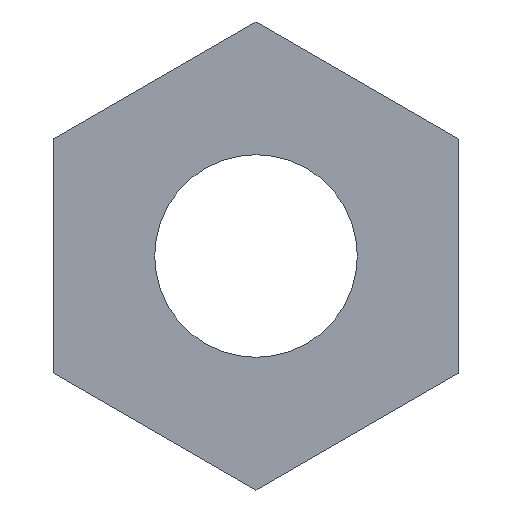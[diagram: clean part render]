
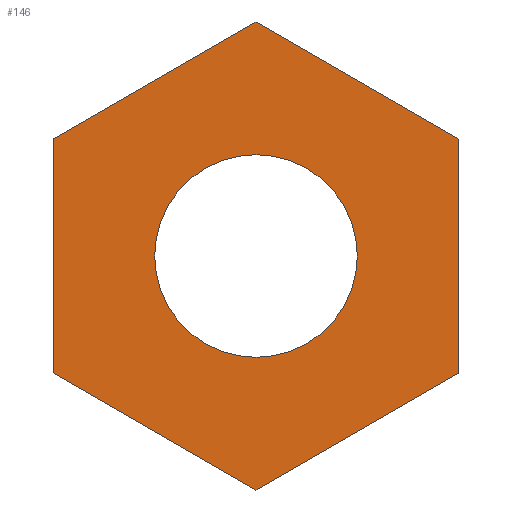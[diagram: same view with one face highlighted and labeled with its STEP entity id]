
A CAD part, left-side view. The second image highlights one B-rep face of the part: STEP entity #146.
In plain terms, the highlighted planar face has unit normal (-1, 0, 0).
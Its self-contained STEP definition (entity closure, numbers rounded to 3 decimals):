
#13 = CARTESIAN_POINT ( 'NONE',  ( 0., 0., -5.774 ) ) ;
#15 = VERTEX_POINT ( 'NONE', #213 ) ;
#21 = VERTEX_POINT ( 'NONE', #181 ) ;
#25 = EDGE_CURVE ( 'NONE', #70, #21, #96, .T. ) ;
#31 = AXIS2_PLACEMENT_3D ( 'NONE', #65, #298, #36 ) ;
#32 = ORIENTED_EDGE ( 'NONE', *, *, #25, .F. ) ;
#34 = ORIENTED_EDGE ( 'NONE', *, *, #360, .F. ) ;
#35 = EDGE_CURVE ( 'NONE', #15, #53, #237, .T. ) ;
#36 = DIRECTION ( 'NONE',  ( 0., 0., -1. ) ) ;
#38 = CARTESIAN_POINT ( 'NONE',  ( 0., 0., 0. ) ) ;
#44 = DIRECTION ( 'NONE',  ( 0., 0.866, 0.5 ) ) ;
#47 = LINE ( 'NONE', #13, #351 ) ;
#48 = CARTESIAN_POINT ( 'NONE',  ( 0., 0., 0. ) ) ;
#51 = CARTESIAN_POINT ( 'NONE',  ( 0., 0., 5.774 ) ) ;
#53 = VERTEX_POINT ( 'NONE', #352 ) ;
#62 = VECTOR ( 'NONE', #89, 1000. ) ;
#65 = CARTESIAN_POINT ( 'NONE',  ( 0., 0., 0. ) ) ;
#70 = VERTEX_POINT ( 'NONE', #241 ) ;
#72 = VERTEX_POINT ( 'NONE', #296 ) ;
#73 = LINE ( 'NONE', #313, #325 ) ;
#75 = DIRECTION ( 'NONE',  ( 1., 0., 0. ) ) ;
#77 = ORIENTED_EDGE ( 'NONE', *, *, #327, .T. ) ;
#82 = LINE ( 'NONE', #228, #231 ) ;
#89 = DIRECTION ( 'NONE',  ( 0., 0., -1. ) ) ;
#90 = AXIS2_PLACEMENT_3D ( 'NONE', #48, #257, #372 ) ;
#91 = CARTESIAN_POINT ( 'NONE',  ( 0., -5., 2.887 ) ) ;
#96 = LINE ( 'NONE', #91, #62 ) ;
#105 = CARTESIAN_POINT ( 'NONE',  ( 0., 5., 2.887 ) ) ;
#107 = ORIENTED_EDGE ( 'NONE', *, *, #277, .F. ) ;
#113 = CIRCLE ( 'NONE', #90, 2.5 ) ;
#125 = EDGE_CURVE ( 'NONE', #317, #206, #47, .T. ) ;
#146 = ADVANCED_FACE ( 'NONE', ( #374, #155 ), #279, .F. ) ;
#153 = AXIS2_PLACEMENT_3D ( 'NONE', #38, #75, #304 ) ;
#154 = ORIENTED_EDGE ( 'NONE', *, *, #125, .F. ) ;
#155 = FACE_BOUND ( 'NONE', #186, .T. ) ;
#159 = EDGE_CURVE ( 'NONE', #337, #72, #240, .T. ) ;
#166 = CARTESIAN_POINT ( 'NONE',  ( 0., 0., -5.774 ) ) ;
#177 = LINE ( 'NONE', #51, #194 ) ;
#181 = CARTESIAN_POINT ( 'NONE',  ( 0., -5., -2.887 ) ) ;
#185 = ORIENTED_EDGE ( 'NONE', *, *, #320, .F. ) ;
#186 = EDGE_LOOP ( 'NONE', ( #242, #77 ) ) ;
#194 = VECTOR ( 'NONE', #367, 1000. ) ;
#206 = VERTEX_POINT ( 'NONE', #224 ) ;
#213 = CARTESIAN_POINT ( 'NONE',  ( 0., 0., 2.5 ) ) ;
#224 = CARTESIAN_POINT ( 'NONE',  ( 0., 5., -2.887 ) ) ;
#228 = CARTESIAN_POINT ( 'NONE',  ( 0., 5., -2.887 ) ) ;
#231 = VECTOR ( 'NONE', #368, 1000. ) ;
#237 = CIRCLE ( 'NONE', #31, 2.5 ) ;
#240 = LINE ( 'NONE', #105, #267 ) ;
#241 = CARTESIAN_POINT ( 'NONE',  ( 0., -5., 2.887 ) ) ;
#242 = ORIENTED_EDGE ( 'NONE', *, *, #35, .T. ) ;
#250 = DIRECTION ( 'NONE',  ( 0., -0.866, 0.5 ) ) ;
#257 = DIRECTION ( 'NONE',  ( 1., 0., 0. ) ) ;
#267 = VECTOR ( 'NONE', #250, 1000. ) ;
#277 = EDGE_CURVE ( 'NONE', #72, #70, #177, .T. ) ;
#279 = PLANE ( 'NONE',  #153 ) ;
#296 = CARTESIAN_POINT ( 'NONE',  ( 0., 0., 5.774 ) ) ;
#298 = DIRECTION ( 'NONE',  ( 1., 0., 0. ) ) ;
#304 = DIRECTION ( 'NONE',  ( 0., 0., -1. ) ) ;
#307 = ORIENTED_EDGE ( 'NONE', *, *, #159, .F. ) ;
#309 = DIRECTION ( 'NONE',  ( 0., 0.866, -0.5 ) ) ;
#313 = CARTESIAN_POINT ( 'NONE',  ( 0., -5., -2.887 ) ) ;
#317 = VERTEX_POINT ( 'NONE', #166 ) ;
#320 = EDGE_CURVE ( 'NONE', #206, #337, #82, .T. ) ;
#325 = VECTOR ( 'NONE', #309, 1000. ) ;
#327 = EDGE_CURVE ( 'NONE', #53, #15, #113, .T. ) ;
#337 = VERTEX_POINT ( 'NONE', #339 ) ;
#339 = CARTESIAN_POINT ( 'NONE',  ( 0., 5., 2.887 ) ) ;
#351 = VECTOR ( 'NONE', #44, 1000. ) ;
#352 = CARTESIAN_POINT ( 'NONE',  ( 0., 0., -2.5 ) ) ;
#360 = EDGE_CURVE ( 'NONE', #21, #317, #73, .T. ) ;
#365 = EDGE_LOOP ( 'NONE', ( #34, #32, #107, #307, #185, #154 ) ) ;
#367 = DIRECTION ( 'NONE',  ( 0., -0.866, -0.5 ) ) ;
#368 = DIRECTION ( 'NONE',  ( 0., 0., 1. ) ) ;
#372 = DIRECTION ( 'NONE',  ( 0., 0., -1. ) ) ;
#374 = FACE_OUTER_BOUND ( 'NONE', #365, .T. ) ;
